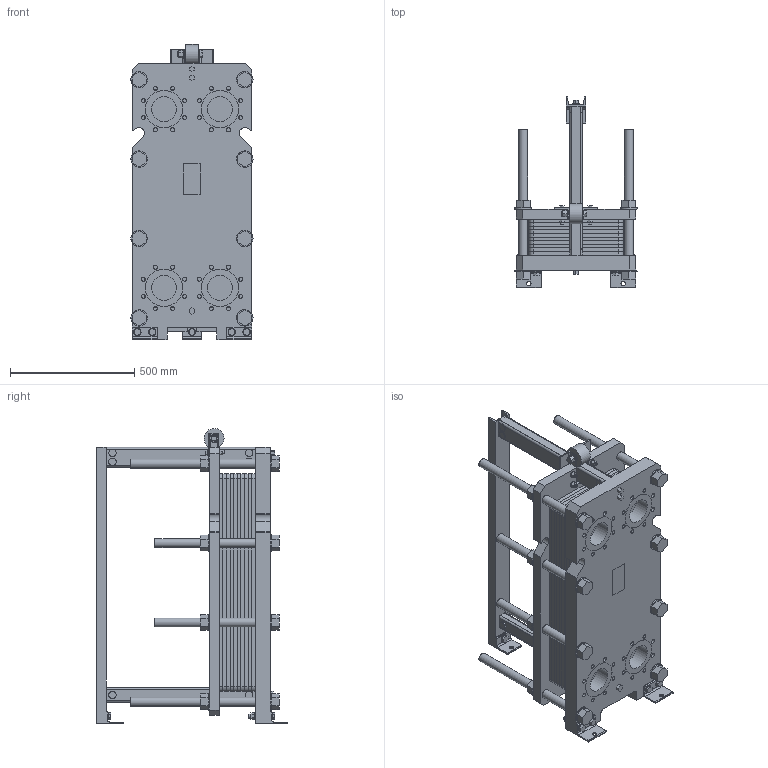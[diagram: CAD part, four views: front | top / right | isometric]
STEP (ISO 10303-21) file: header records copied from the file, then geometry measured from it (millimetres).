
FILE_DESCRIPTION(/* description */ (''),/* implementation_level */ '2;1');
FILE_NAME(/* name */ '3d_RHG-21-50-8116700.stp',/* time_stamp */ '2019-05-24T09:03:29+02:00',/* author */ ('Andrzej'),/* organization */ (''),/* preprocessor_version */ 'ST-DEVELOPER v16.13',/* originating_system */ 'AutoCAD Mechanical',/* authorisation */ '');
FILE_SCHEMA (('AUTOMOTIVE_DESIGN { 1 0 10303 214 3 1 1 }'));
Length unit declared in the file: millimetre
Products named in the file (1): Product
Bounding box: 490.9 x 770 x 1186.98 mm (x, y, z)
Volume: 104738840.7 mm3; surface area: 11013216.4 mm2
Topology: 12 solids, 14 shells, 770 faces, 2408 edges, 2228 vertices
Faces by surface type: plane 553, cylinder 217
Full cylindrical faces by diameter (mm): 12 x4, 16 x37, 18 x3, 20 x1, 24 x8, 30 x31, 34 x1, 36 x16, 37 x2, 66 x16, 80 x1, 100 x4, 150 x4
Entity records: 26565 total; most frequent: CARTESIAN_POINT 5519, DIRECTION 4472, ORIENTED_EDGE 3546, EDGE_CURVE 1773, LINE 1542, VECTOR 1542, AXIS2_PLACEMENT_3D 1465, VERTEX_POINT 1241
